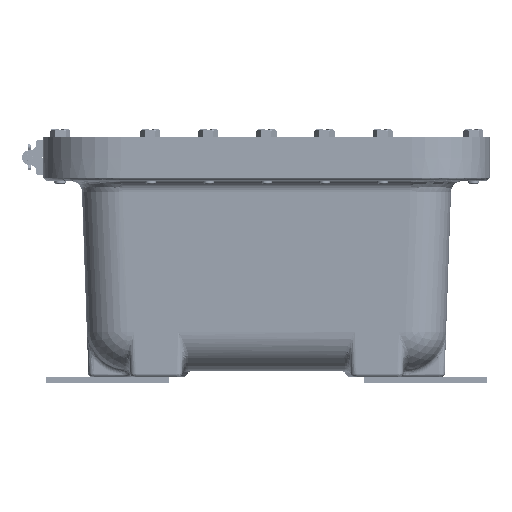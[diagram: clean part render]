
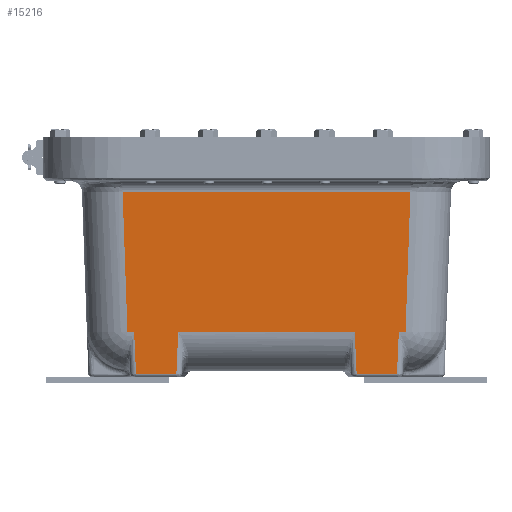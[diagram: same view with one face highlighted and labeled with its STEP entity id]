
A CAD part, front view. The second image highlights one B-rep face of the part: STEP entity #15216.
In plain terms, the highlighted planar face has unit normal (0, -0.999, -0.035).
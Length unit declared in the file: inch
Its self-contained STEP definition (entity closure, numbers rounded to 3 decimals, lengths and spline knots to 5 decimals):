
#1073=PLANE('',#16806);
#2102=FACE_OUTER_BOUND('',#3057,.T.);
#3057=EDGE_LOOP('',(#11748,#11749,#11750,#11751,#11752,#11753,#11754,#11755,
#11756,#11757,#11758,#11759));
#3902=LINE('',#26336,#4775);
#3919=LINE('',#26887,#4792);
#3920=LINE('',#27016,#4793);
#3939=LINE('',#27712,#4812);
#3983=LINE('',#28236,#4856);
#3984=LINE('',#28240,#4857);
#3985=LINE('',#28242,#4858);
#3986=LINE('',#28243,#4859);
#3987=LINE('',#28244,#4860);
#3988=LINE('',#28246,#4861);
#3989=LINE('',#28248,#4862);
#3990=LINE('',#28249,#4863);
#4775=VECTOR('',#19217,0.3937);
#4792=VECTOR('',#19336,0.3937);
#4793=VECTOR('',#19347,0.3937);
#4812=VECTOR('',#19486,0.3937);
#4856=VECTOR('',#19694,0.3937);
#4857=VECTOR('',#19699,0.3937);
#4858=VECTOR('',#19700,0.3937);
#4859=VECTOR('',#19701,0.3937);
#4860=VECTOR('',#19702,0.3937);
#4861=VECTOR('',#19703,0.3937);
#4862=VECTOR('',#19704,0.3937);
#4863=VECTOR('',#19705,0.3937);
#6867=VERTEX_POINT('',#26242);
#6869=VERTEX_POINT('',#26334);
#6899=VERTEX_POINT('',#26772);
#6907=VERTEX_POINT('',#26886);
#6909=VERTEX_POINT('',#26962);
#6924=VERTEX_POINT('',#27239);
#6964=VERTEX_POINT('',#27709);
#6965=VERTEX_POINT('',#27711);
#7032=VERTEX_POINT('',#28239);
#7033=VERTEX_POINT('',#28241);
#7034=VERTEX_POINT('',#28245);
#7035=VERTEX_POINT('',#28247);
#8539=EDGE_CURVE('',#6869,#6867,#3902,.T.);
#8604=EDGE_CURVE('',#6899,#6907,#3919,.T.);
#8611=EDGE_CURVE('',#6867,#6909,#3920,.T.);
#8695=EDGE_CURVE('',#6964,#6965,#3939,.T.);
#8804=EDGE_CURVE('',#6907,#6869,#3983,.T.);
#8806=EDGE_CURVE('',#7032,#6899,#3984,.T.);
#8807=EDGE_CURVE('',#7033,#7032,#3985,.T.);
#8808=EDGE_CURVE('',#6965,#7033,#3986,.T.);
#8809=EDGE_CURVE('',#6924,#6964,#3987,.T.);
#8810=EDGE_CURVE('',#7034,#6924,#3988,.T.);
#8811=EDGE_CURVE('',#7035,#7034,#3989,.T.);
#8812=EDGE_CURVE('',#6909,#7035,#3990,.T.);
#11748=ORIENTED_EDGE('',*,*,#8604,.F.);
#11749=ORIENTED_EDGE('',*,*,#8806,.F.);
#11750=ORIENTED_EDGE('',*,*,#8807,.F.);
#11751=ORIENTED_EDGE('',*,*,#8808,.F.);
#11752=ORIENTED_EDGE('',*,*,#8695,.F.);
#11753=ORIENTED_EDGE('',*,*,#8809,.F.);
#11754=ORIENTED_EDGE('',*,*,#8810,.F.);
#11755=ORIENTED_EDGE('',*,*,#8811,.F.);
#11756=ORIENTED_EDGE('',*,*,#8812,.F.);
#11757=ORIENTED_EDGE('',*,*,#8611,.F.);
#11758=ORIENTED_EDGE('',*,*,#8539,.F.);
#11759=ORIENTED_EDGE('',*,*,#8804,.F.);
#15216=ADVANCED_FACE('',(#2102),#1073,.T.);
#16806=AXIS2_PLACEMENT_3D('',#28238,#19697,#19698);
#19217=DIRECTION('',(-0.044,-0.035,0.998));
#19336=DIRECTION('',(-0.044,0.035,-0.998));
#19347=DIRECTION('',(-1.,0.,0.));
#19486=DIRECTION('',(-0.035,-0.035,0.999));
#19694=DIRECTION('',(-1.,0.,0.));
#19697=DIRECTION('center_axis',(0.,-0.999,-0.035));
#19698=DIRECTION('ref_axis',(-1.,0.,0.));
#19699=DIRECTION('',(-1.,0.,0.));
#19700=DIRECTION('',(-0.035,0.035,-0.999));
#19701=DIRECTION('',(1.,0.,0.));
#19702=DIRECTION('',(-1.,0.,0.));
#19703=DIRECTION('',(-0.044,-0.035,0.998));
#19704=DIRECTION('',(-1.,0.,0.));
#19705=DIRECTION('',(-0.044,0.035,-0.998));
#26242=CARTESIAN_POINT('',(3.80112,-15.73642,-7.56107));
#26334=CARTESIAN_POINT('',(3.88051,-15.67292,-9.37936));
#26336=CARTESIAN_POINT('',(3.67088,-15.84058,-4.57826));
#26772=CARTESIAN_POINT('',(5.69888,-15.73642,-7.56107));
#26886=CARTESIAN_POINT('',(5.61949,-15.67292,-9.37936));
#26887=CARTESIAN_POINT('',(5.80872,-15.82427,-5.04531));
#26962=CARTESIAN_POINT('',(-3.80112,-15.73642,-7.56107));
#27016=CARTESIAN_POINT('',(-3.625,-15.73642,-7.56107));
#27239=CARTESIAN_POINT('',(-5.69888,-15.73642,-7.56107));
#27709=CARTESIAN_POINT('',(-5.98748,-15.73642,-7.56107));
#27711=CARTESIAN_POINT('',(-6.19757,-15.9465,-1.54505));
#27712=CARTESIAN_POINT('',(-6.23327,-15.98221,-0.52261));
#28236=CARTESIAN_POINT('',(-0.8486,-15.67292,-9.37936));
#28238=CARTESIAN_POINT('Origin',(-7.25,-15.99954,-0.02617));
#28239=CARTESIAN_POINT('',(5.98748,-15.73642,-7.56107));
#28240=CARTESIAN_POINT('',(-3.625,-15.73642,-7.56107));
#28241=CARTESIAN_POINT('',(6.19757,-15.9465,-1.54505));
#28242=CARTESIAN_POINT('',(6.24301,-15.99194,-0.24392));
#28243=CARTESIAN_POINT('',(-3.625,-15.9465,-1.54505));
#28244=CARTESIAN_POINT('',(-3.625,-15.73642,-7.56107));
#28245=CARTESIAN_POINT('',(-5.61949,-15.67292,-9.37936));
#28246=CARTESIAN_POINT('',(-5.8225,-15.83529,-4.72976));
#28247=CARTESIAN_POINT('',(-3.88051,-15.67292,-9.37936));
#28248=CARTESIAN_POINT('',(-6.4014,-15.67292,-9.37936));
#28249=CARTESIAN_POINT('',(-3.68466,-15.82956,-4.89381));
